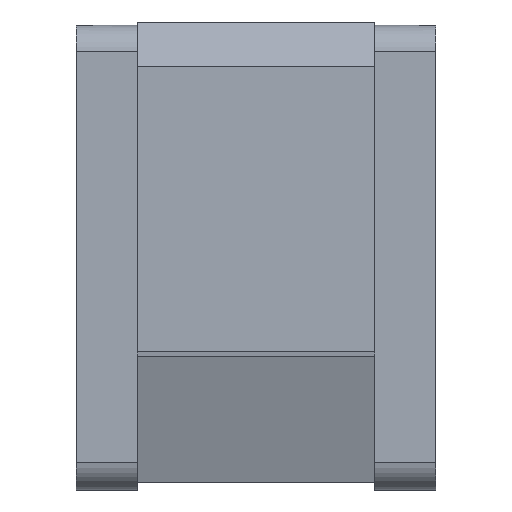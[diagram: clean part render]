
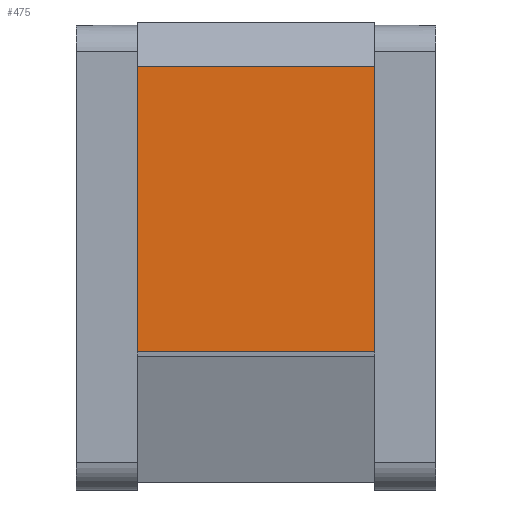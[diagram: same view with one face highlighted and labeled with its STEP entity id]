
A CAD part, top view. The second image highlights one B-rep face of the part: STEP entity #475.
In plain terms, the highlighted planar face has unit normal (0, 0.011, 1).
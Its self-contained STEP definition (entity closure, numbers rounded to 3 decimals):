
#57=FACE_OUTER_BOUND('',#82,.T.);
#82=EDGE_LOOP('',(#426,#427,#428,#429));
#126=LINE('',#757,#181);
#129=LINE('',#763,#184);
#135=LINE('',#774,#190);
#137=LINE('',#778,#192);
#181=VECTOR('',#620,10.);
#184=VECTOR('',#625,10.);
#190=VECTOR('',#635,10.);
#192=VECTOR('',#641,10.);
#228=VERTEX_POINT('',#754);
#229=VERTEX_POINT('',#756);
#231=VERTEX_POINT('',#762);
#234=VERTEX_POINT('',#772);
#288=EDGE_CURVE('',#228,#229,#126,.T.);
#291=EDGE_CURVE('',#231,#228,#129,.T.);
#297=EDGE_CURVE('',#234,#231,#135,.T.);
#299=EDGE_CURVE('',#234,#229,#137,.T.);
#426=ORIENTED_EDGE('',*,*,#299,.T.);
#427=ORIENTED_EDGE('',*,*,#288,.F.);
#428=ORIENTED_EDGE('',*,*,#291,.F.);
#429=ORIENTED_EDGE('',*,*,#297,.F.);
#450=PLANE('',#513);
#475=ADVANCED_FACE('',(#57),#450,.T.);
#513=AXIS2_PLACEMENT_3D('',#779,#642,#643);
#620=DIRECTION('',(0.,-1.,0.011));
#625=DIRECTION('',(1.,0.,0.));
#635=DIRECTION('',(0.,1.,-0.011));
#641=DIRECTION('',(1.,0.,0.));
#642=DIRECTION('center_axis',(0.,0.011,1.));
#643=DIRECTION('ref_axis',(0.,-1.,0.011));
#754=CARTESIAN_POINT('',(87.5,317.203,17.32));
#756=CARTESIAN_POINT('',(87.5,107.236,19.62));
#757=CARTESIAN_POINT('',(87.5,350.219,16.958));
#762=CARTESIAN_POINT('',(-87.5,317.203,17.32));
#763=CARTESIAN_POINT('',(0.,317.203,17.32));
#772=CARTESIAN_POINT('',(-87.5,107.236,19.62));
#774=CARTESIAN_POINT('',(-87.5,107.236,19.62));
#778=CARTESIAN_POINT('',(0.,107.236,19.62));
#779=CARTESIAN_POINT('Origin',(0.,289.876,17.619));
